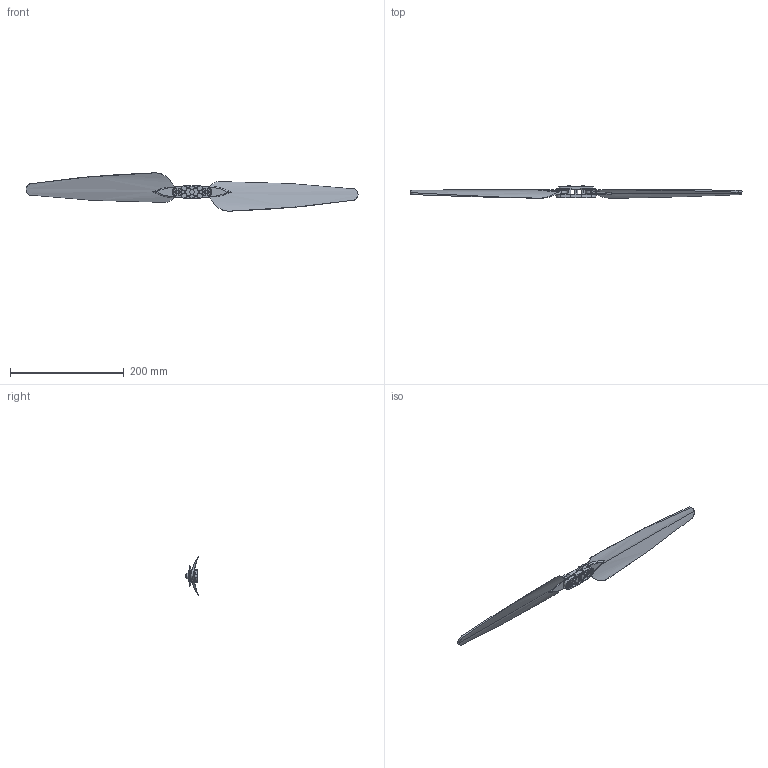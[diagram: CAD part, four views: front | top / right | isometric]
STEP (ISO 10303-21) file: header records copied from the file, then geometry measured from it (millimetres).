
FILE_DESCRIPTION (( 'STEP AP203' ), '1' );
FILE_NAME ('X6 propeller.STEP', '2022-07-23T19:38:01', ( '' ), ( '' ), 'SwSTEP 2.0', 'SolidWorks 2021', '' );
FILE_SCHEMA (( 'CONFIG_CONTROL_DESIGN' ));
Length unit declared in the file: millimetre
Products named in the file (6): X6 propeller; socket head cap screw_din_DIN 912 M3 x 16 --- 16N; VYEKDS.999.006_-00; VYEKDS.999.004_-00; VYEKDS.999.007_-00; VYEKDS.999.005_-00
Assembly tree (10 placements, depth 2):
  X6 propeller
    VYEKDS.999.006_-00
    VYEKDS.999.004_-00  x2
    VYEKDS.999.005_-00
    VYEKDS.999.007_-00  x4
    socket head cap screw_din_DIN 912 M3 x 16 --- 16N  x2
Bounding box: 584.91 x 22.1 x 67.39 mm (x, y, z)
Volume: 82341.8 mm3; surface area: 58985.7 mm2
Topology: 10 solids, 10 shells, 414 faces, 1024 edges, 668 vertices
Faces by surface type: cylinder 250, plane 138, bspline 10, cone 8, torus 8
Entity records: 11513 total; most frequent: CARTESIAN_POINT 2208, DIRECTION 1934, ORIENTED_EDGE 1704, EDGE_CURVE 852, AXIS2_PLACEMENT_3D 774, VERTEX_POINT 562, CIRCLE 426, EDGE_LOOP 402
